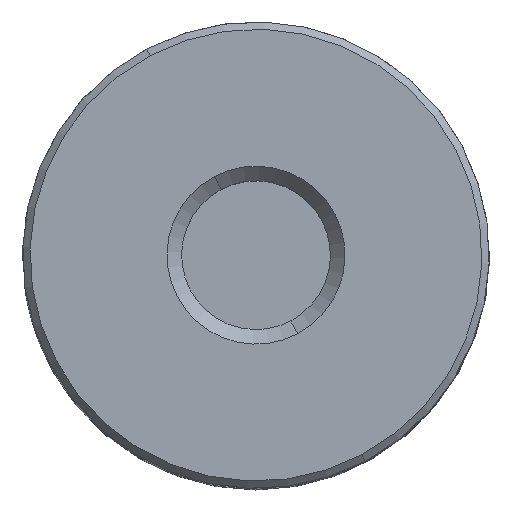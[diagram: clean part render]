
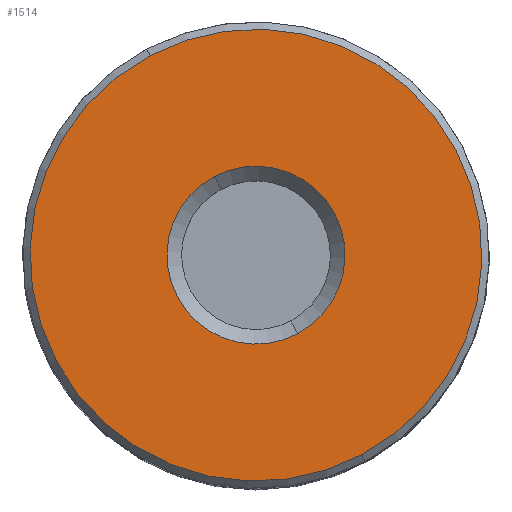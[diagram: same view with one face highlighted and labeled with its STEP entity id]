
A CAD part, top view. The second image highlights one B-rep face of the part: STEP entity #1514.
In plain terms, the highlighted face is planar.
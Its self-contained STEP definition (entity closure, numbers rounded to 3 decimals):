
#15 = CARTESIAN_POINT ( 'NONE',  ( 0., 0., 0. ) ) ;
#16 = DIRECTION ( 'NONE',  ( 0., 0., 1. ) ) ;
#107 = DIRECTION ( 'NONE',  ( 1., 0., 0. ) ) ;
#204 = DIRECTION ( 'NONE',  ( 1., 0., 0. ) ) ;
#276 = CARTESIAN_POINT ( 'NONE',  ( 0., 0., 0. ) ) ;
#292 = VERTEX_POINT ( 'NONE', #1008 ) ;
#326 = VERTEX_POINT ( 'NONE', #1584 ) ;
#341 = VERTEX_POINT ( 'NONE', #432 ) ;
#382 = AXIS2_PLACEMENT_3D ( 'NONE', #1503, #430, #1675 ) ;
#430 = DIRECTION ( 'NONE',  ( 0., 0., 1. ) ) ;
#432 = CARTESIAN_POINT ( 'NONE',  ( -6.1, 0., 0. ) ) ;
#465 = DIRECTION ( 'NONE',  ( 1., 0., 0. ) ) ;
#530 = ORIENTED_EDGE ( 'NONE', *, *, #1850, .T. ) ;
#928 = EDGE_LOOP ( 'NONE', ( #962, #2175 ) ) ;
#962 = ORIENTED_EDGE ( 'NONE', *, *, #1070, .T. ) ;
#1008 = CARTESIAN_POINT ( 'NONE',  ( -15.49, 0., 0. ) ) ;
#1070 = EDGE_CURVE ( 'NONE', #2063, #292, #1520, .T. ) ;
#1111 = CARTESIAN_POINT ( 'NONE',  ( 0., 0., 0. ) ) ;
#1204 = DIRECTION ( 'NONE',  ( 0., 0., -1. ) ) ;
#1216 = AXIS2_PLACEMENT_3D ( 'NONE', #1111, #16, #1299 ) ;
#1234 = AXIS2_PLACEMENT_3D ( 'NONE', #2270, #1204, #107 ) ;
#1251 = CIRCLE ( 'NONE', #382, 6.1 ) ;
#1252 = EDGE_LOOP ( 'NONE', ( #530, #1935 ) ) ;
#1298 = DIRECTION ( 'NONE',  ( 0., 0., -1. ) ) ;
#1299 = DIRECTION ( 'NONE',  ( 1., 0., 0. ) ) ;
#1361 = PLANE ( 'NONE',  #1944 ) ;
#1445 = EDGE_CURVE ( 'NONE', #292, #2063, #1665, .T. ) ;
#1454 = FACE_BOUND ( 'NONE', #1252, .T. ) ;
#1503 = CARTESIAN_POINT ( 'NONE',  ( 0., 0., 0. ) ) ;
#1514 = ADVANCED_FACE ( 'NONE', ( #1454, #1562 ), #1361, .F. ) ;
#1520 = CIRCLE ( 'NONE', #2296, 15.49 ) ;
#1536 = DIRECTION ( 'NONE',  ( 0., 0., 1. ) ) ;
#1562 = FACE_OUTER_BOUND ( 'NONE', #928, .T. ) ;
#1584 = CARTESIAN_POINT ( 'NONE',  ( 6.1, 0., 0. ) ) ;
#1665 = CIRCLE ( 'NONE', #1234, 15.49 ) ;
#1675 = DIRECTION ( 'NONE',  ( 1., 0., 0. ) ) ;
#1785 = CARTESIAN_POINT ( 'NONE',  ( 15.49, 0., 0. ) ) ;
#1850 = EDGE_CURVE ( 'NONE', #341, #326, #1251, .T. ) ;
#1935 = ORIENTED_EDGE ( 'NONE', *, *, #2193, .T. ) ;
#1944 = AXIS2_PLACEMENT_3D ( 'NONE', #276, #1536, #465 ) ;
#1989 = CIRCLE ( 'NONE', #1216, 6.1 ) ;
#2063 = VERTEX_POINT ( 'NONE', #1785 ) ;
#2175 = ORIENTED_EDGE ( 'NONE', *, *, #1445, .T. ) ;
#2193 = EDGE_CURVE ( 'NONE', #326, #341, #1989, .T. ) ;
#2270 = CARTESIAN_POINT ( 'NONE',  ( 0., 0., 0. ) ) ;
#2296 = AXIS2_PLACEMENT_3D ( 'NONE', #15, #1298, #204 ) ;
